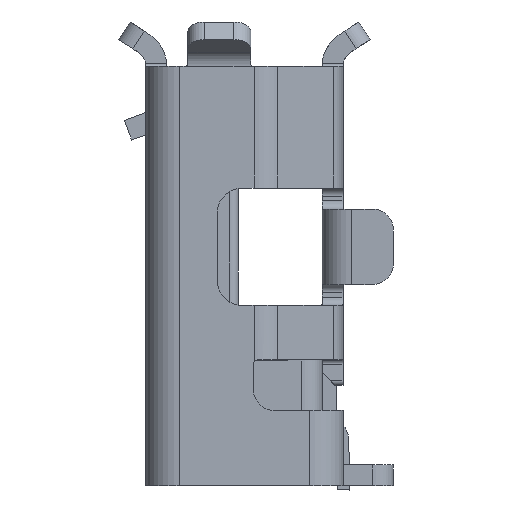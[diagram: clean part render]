
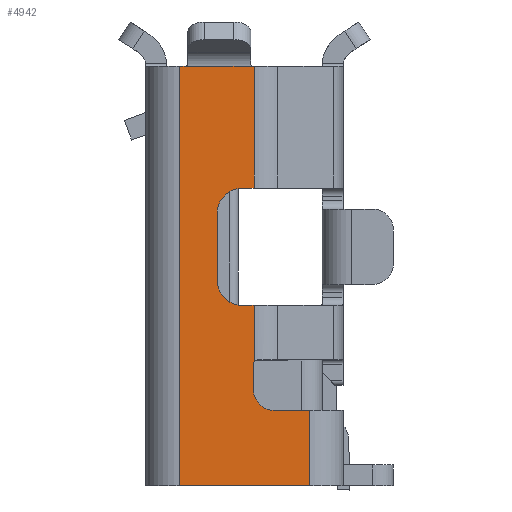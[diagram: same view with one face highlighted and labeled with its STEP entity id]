
A CAD part, left-side view. The second image highlights one B-rep face of the part: STEP entity #4942.
In plain terms, the highlighted planar face has unit normal (-1, 0, 0).
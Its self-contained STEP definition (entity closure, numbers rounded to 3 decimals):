
#460 = CARTESIAN_POINT ( 'NONE',  ( -3.7, -0.404, -1.155 ) ) ;
#503 = DIRECTION ( 'NONE',  ( 0., 0., -1. ) ) ;
#637 = EDGE_CURVE ( 'NONE', #23843, #6685, #10779, .T. ) ;
#814 = CARTESIAN_POINT ( 'NONE',  ( -3.7, -0.204, -0.605 ) ) ;
#937 = DIRECTION ( 'NONE',  ( 0., 0.8, 0.6 ) ) ;
#1106 = CARTESIAN_POINT ( 'NONE',  ( -3.7, -0.824, -1.155 ) ) ;
#1517 = VECTOR ( 'NONE', #22153, 1000. ) ;
#1736 = DIRECTION ( 'NONE',  ( -1., 0., 0. ) ) ;
#1851 = EDGE_CURVE ( 'NONE', #15406, #10192, #15431, .T. ) ;
#2092 = ORIENTED_EDGE ( 'NONE', *, *, #12233, .F. ) ;
#2185 = CARTESIAN_POINT ( 'NONE',  ( -3.7, 0.726, 2.945 ) ) ;
#2261 = VERTEX_POINT ( 'NONE', #1106 ) ;
#2640 = DIRECTION ( 'NONE',  ( 0., 0., 1. ) ) ;
#2751 = VERTEX_POINT ( 'NONE', #26424 ) ;
#3086 = CARTESIAN_POINT ( 'NONE',  ( -3.7, -0.154, 2.945 ) ) ;
#3148 = DIRECTION ( 'NONE',  ( 0., 0., 1. ) ) ;
#3213 = CARTESIAN_POINT ( 'NONE',  ( -3.7, -0.164, 0.095 ) ) ;
#3390 = VECTOR ( 'NONE', #10620, 1000. ) ;
#3696 = CARTESIAN_POINT ( 'NONE',  ( -3.7, -0.164, 0.095 ) ) ;
#3735 = VECTOR ( 'NONE', #18805, 1000. ) ;
#3994 = CARTESIAN_POINT ( 'NONE',  ( -3.7, -0.404, -0.905 ) ) ;
#4185 = CARTESIAN_POINT ( 'NONE',  ( -3.7, -0.024, 1.495 ) ) ;
#4198 = DIRECTION ( 'NONE',  ( 0., 0., 1. ) ) ;
#4591 = VECTOR ( 'NONE', #3148, 1000. ) ;
#4941 = EDGE_CURVE ( 'NONE', #26218, #15361, #17786, .T. ) ;
#4942 = ADVANCED_FACE ( 'NONE', ( #17391 ), #23939, .F. ) ;
#5353 = VECTOR ( 'NONE', #7500, 1000. ) ;
#5464 = EDGE_CURVE ( 'NONE', #10015, #2751, #18982, .T. ) ;
#6001 = CARTESIAN_POINT ( 'NONE',  ( -3.7, 0.276, 1.195 ) ) ;
#6009 = VERTEX_POINT ( 'NONE', #460 ) ;
#6100 = VERTEX_POINT ( 'NONE', #23270 ) ;
#6309 = LINE ( 'NONE', #20982, #18213 ) ;
#6685 = VERTEX_POINT ( 'NONE', #23514 ) ;
#7050 = CARTESIAN_POINT ( 'NONE',  ( -3.7, -0.154, -0.905 ) ) ;
#7390 = EDGE_CURVE ( 'NONE', #6009, #2261, #6309, .T. ) ;
#7500 = DIRECTION ( 'NONE',  ( 0., 1., 0. ) ) ;
#8135 = VERTEX_POINT ( 'NONE', #9364 ) ;
#8422 = EDGE_CURVE ( 'NONE', #6100, #8135, #18811, .T. ) ;
#8634 = CARTESIAN_POINT ( 'NONE',  ( -3.7, 0.656, 2.945 ) ) ;
#8813 = VECTOR ( 'NONE', #18589, 1000. ) ;
#9008 = ORIENTED_EDGE ( 'NONE', *, *, #14912, .T. ) ;
#9364 = CARTESIAN_POINT ( 'NONE',  ( -3.7, -0.154, -0.605 ) ) ;
#9579 = VECTOR ( 'NONE', #19791, 1000. ) ;
#9704 = DIRECTION ( 'NONE',  ( 0., 1., 0. ) ) ;
#9824 = ORIENTED_EDGE ( 'NONE', *, *, #5464, .F. ) ;
#9957 = CARTESIAN_POINT ( 'NONE',  ( -3.7, -0.824, -2.055 ) ) ;
#10015 = VERTEX_POINT ( 'NONE', #25988 ) ;
#10082 = ORIENTED_EDGE ( 'NONE', *, *, #15163, .F. ) ;
#10192 = VERTEX_POINT ( 'NONE', #18078 ) ;
#10301 = ORIENTED_EDGE ( 'NONE', *, *, #23065, .T. ) ;
#10406 = LINE ( 'NONE', #23071, #3735 ) ;
#10458 = LINE ( 'NONE', #22211, #8813 ) ;
#10620 = DIRECTION ( 'NONE',  ( 0., 0., -1. ) ) ;
#10692 = VERTEX_POINT ( 'NONE', #15778 ) ;
#10779 = LINE ( 'NONE', #8634, #15122 ) ;
#10931 = EDGE_CURVE ( 'NONE', #6685, #10192, #20497, .T. ) ;
#10993 = CARTESIAN_POINT ( 'NONE',  ( -3.7, -0.164, 1.495 ) ) ;
#11065 = LINE ( 'NONE', #19318, #4591 ) ;
#11692 = ORIENTED_EDGE ( 'NONE', *, *, #8422, .T. ) ;
#11858 = ORIENTED_EDGE ( 'NONE', *, *, #1851, .F. ) ;
#11869 = DIRECTION ( 'NONE',  ( 0., 1., 0. ) ) ;
#12233 = EDGE_CURVE ( 'NONE', #6100, #6009, #20019, .T. ) ;
#13469 = EDGE_CURVE ( 'NONE', #26218, #8135, #23036, .T. ) ;
#13653 = DIRECTION ( 'NONE',  ( 1., 0., 0. ) ) ;
#13903 = AXIS2_PLACEMENT_3D ( 'NONE', #15786, #21668, #25936 ) ;
#14444 = DIRECTION ( 'NONE',  ( 0., -1., 0. ) ) ;
#14623 = VERTEX_POINT ( 'NONE', #4185 ) ;
#14649 = CARTESIAN_POINT ( 'NONE',  ( -3.7, -0.824, -1.155 ) ) ;
#14702 = VERTEX_POINT ( 'NONE', #6001 ) ;
#14912 = EDGE_CURVE ( 'NONE', #15866, #10692, #18053, .T. ) ;
#14933 = EDGE_CURVE ( 'NONE', #10692, #24058, #10458, .T. ) ;
#15122 = VECTOR ( 'NONE', #15155, 1000. ) ;
#15155 = DIRECTION ( 'NONE',  ( 0., 1., 0. ) ) ;
#15163 = EDGE_CURVE ( 'NONE', #2261, #15406, #20821, .T. ) ;
#15222 = EDGE_CURVE ( 'NONE', #10015, #14702, #11065, .T. ) ;
#15245 = LINE ( 'NONE', #3213, #5353 ) ;
#15361 = VERTEX_POINT ( 'NONE', #3696 ) ;
#15406 = VERTEX_POINT ( 'NONE', #17696 ) ;
#15431 = LINE ( 'NONE', #9957, #19926 ) ;
#15464 = LINE ( 'NONE', #23614, #1517 ) ;
#15778 = CARTESIAN_POINT ( 'NONE',  ( -3.7, -0.164, 2.945 ) ) ;
#15786 = CARTESIAN_POINT ( 'NONE',  ( -3.7, -0.024, 1.195 ) ) ;
#15849 = EDGE_LOOP ( 'NONE', ( #26055, #18252, #11858, #10082, #25224, #2092, #11692, #24640, #25119, #10301, #9824, #22107, #19654, #21496, #9008, #17474, #15922 ) ) ;
#15866 = VERTEX_POINT ( 'NONE', #10993 ) ;
#15922 = ORIENTED_EDGE ( 'NONE', *, *, #24695, .T. ) ;
#15995 = AXIS2_PLACEMENT_3D ( 'NONE', #22145, #25884, #11869 ) ;
#16213 = AXIS2_PLACEMENT_3D ( 'NONE', #814, #23229, #937 ) ;
#16908 = CIRCLE ( 'NONE', #13903, 0.3 ) ;
#17306 = VECTOR ( 'NONE', #2640, 1000. ) ;
#17391 = FACE_OUTER_BOUND ( 'NONE', #15849, .T. ) ;
#17474 = ORIENTED_EDGE ( 'NONE', *, *, #14933, .T. ) ;
#17640 = DIRECTION ( 'NONE',  ( 0., 1., 0. ) ) ;
#17696 = CARTESIAN_POINT ( 'NONE',  ( -3.7, -0.824, -2.055 ) ) ;
#17786 = LINE ( 'NONE', #25798, #9579 ) ;
#18053 = LINE ( 'NONE', #18337, #23746 ) ;
#18078 = CARTESIAN_POINT ( 'NONE',  ( -3.7, 0.726, -2.055 ) ) ;
#18213 = VECTOR ( 'NONE', #14444, 1000. ) ;
#18252 = ORIENTED_EDGE ( 'NONE', *, *, #10931, .T. ) ;
#18284 = DIRECTION ( 'NONE',  ( 0., 1., 0. ) ) ;
#18337 = CARTESIAN_POINT ( 'NONE',  ( -3.7, -0.164, 1.495 ) ) ;
#18532 = AXIS2_PLACEMENT_3D ( 'NONE', #23811, #13653, #17640 ) ;
#18589 = DIRECTION ( 'NONE',  ( 0., 1., 0. ) ) ;
#18656 = VECTOR ( 'NONE', #503, 1000. ) ;
#18805 = DIRECTION ( 'NONE',  ( 0., 1., 0. ) ) ;
#18811 = LINE ( 'NONE', #7050, #17306 ) ;
#18982 = CIRCLE ( 'NONE', #15995, 0.3 ) ;
#19318 = CARTESIAN_POINT ( 'NONE',  ( -3.7, 0.276, 0.395 ) ) ;
#19592 = EDGE_CURVE ( 'NONE', #14623, #15866, #15464, .T. ) ;
#19654 = ORIENTED_EDGE ( 'NONE', *, *, #23990, .F. ) ;
#19791 = DIRECTION ( 'NONE',  ( 0., 0., 1. ) ) ;
#19926 = VECTOR ( 'NONE', #9704, 1000. ) ;
#20019 = CIRCLE ( 'NONE', #25126, 0.25 ) ;
#20497 = LINE ( 'NONE', #2185, #3390 ) ;
#20821 = LINE ( 'NONE', #14649, #18656 ) ;
#20982 = CARTESIAN_POINT ( 'NONE',  ( -3.7, -0.404, -1.155 ) ) ;
#21496 = ORIENTED_EDGE ( 'NONE', *, *, #19592, .T. ) ;
#21668 = DIRECTION ( 'NONE',  ( -1., 0., 0. ) ) ;
#22107 = ORIENTED_EDGE ( 'NONE', *, *, #15222, .T. ) ;
#22145 = CARTESIAN_POINT ( 'NONE',  ( -3.7, -0.024, 0.395 ) ) ;
#22153 = DIRECTION ( 'NONE',  ( 0., -1., 0. ) ) ;
#22211 = CARTESIAN_POINT ( 'NONE',  ( -3.7, -0.164, 2.945 ) ) ;
#23002 = CARTESIAN_POINT ( 'NONE',  ( -3.7, 0.656, 2.945 ) ) ;
#23036 = CIRCLE ( 'NONE', #16213, 0.05 ) ;
#23065 = EDGE_CURVE ( 'NONE', #15361, #2751, #15245, .T. ) ;
#23071 = CARTESIAN_POINT ( 'NONE',  ( -3.7, -0.154, 2.945 ) ) ;
#23229 = DIRECTION ( 'NONE',  ( -1., 0., 0. ) ) ;
#23270 = CARTESIAN_POINT ( 'NONE',  ( -3.7, -0.154, -0.905 ) ) ;
#23514 = CARTESIAN_POINT ( 'NONE',  ( -3.7, 0.726, 2.945 ) ) ;
#23614 = CARTESIAN_POINT ( 'NONE',  ( -3.7, -0.024, 1.495 ) ) ;
#23746 = VECTOR ( 'NONE', #4198, 1000. ) ;
#23811 = CARTESIAN_POINT ( 'NONE',  ( -3.7, -0.049, 0.445 ) ) ;
#23843 = VERTEX_POINT ( 'NONE', #23002 ) ;
#23939 = PLANE ( 'NONE',  #18532 ) ;
#23990 = EDGE_CURVE ( 'NONE', #14623, #14702, #16908, .T. ) ;
#24058 = VERTEX_POINT ( 'NONE', #3086 ) ;
#24640 = ORIENTED_EDGE ( 'NONE', *, *, #13469, .F. ) ;
#24695 = EDGE_CURVE ( 'NONE', #24058, #23843, #10406, .T. ) ;
#24728 = CARTESIAN_POINT ( 'NONE',  ( -3.7, -0.164, -0.575 ) ) ;
#25119 = ORIENTED_EDGE ( 'NONE', *, *, #4941, .T. ) ;
#25126 = AXIS2_PLACEMENT_3D ( 'NONE', #3994, #1736, #18284 ) ;
#25224 = ORIENTED_EDGE ( 'NONE', *, *, #7390, .F. ) ;
#25798 = CARTESIAN_POINT ( 'NONE',  ( -3.7, -0.164, -0.575 ) ) ;
#25884 = DIRECTION ( 'NONE',  ( -1., 0., 0. ) ) ;
#25936 = DIRECTION ( 'NONE',  ( 0., 0., 1. ) ) ;
#25988 = CARTESIAN_POINT ( 'NONE',  ( -3.7, 0.276, 0.395 ) ) ;
#26055 = ORIENTED_EDGE ( 'NONE', *, *, #637, .T. ) ;
#26218 = VERTEX_POINT ( 'NONE', #24728 ) ;
#26424 = CARTESIAN_POINT ( 'NONE',  ( -3.7, -0.024, 0.095 ) ) ;
